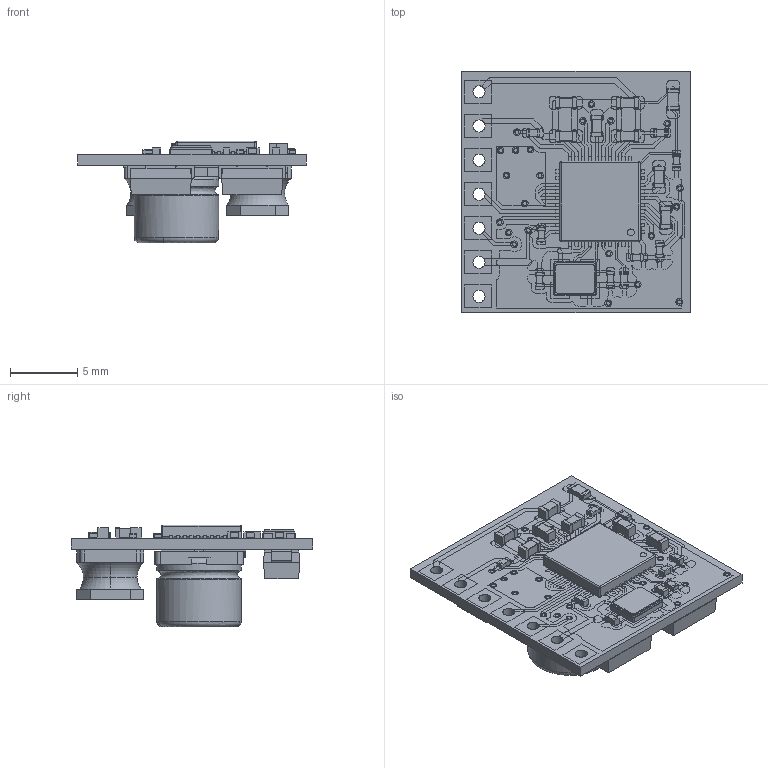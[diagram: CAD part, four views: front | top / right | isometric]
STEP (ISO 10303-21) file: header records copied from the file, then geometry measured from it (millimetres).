
FILE_DESCRIPTION(('FreeCAD Model'),'2;1');
FILE_NAME('Open CASCADE Shape Model','2023-09-12T21:21:10',(''),(''), 'Open CASCADE STEP processor 7.6','FreeCAD','Unknown');
FILE_SCHEMA(('AUTOMOTIVE_DESIGN { 1 0 10303 214 1 1 1 1 }'));
Length unit declared in the file: millimetre
Products named in the file (39): NanoBCU; Local_CS_8f96; Board_Geoms_8f96; Pcb_8f96; PCB_Sketch_8f96; topPads_8f96_cut; topTracks_8f96; topZones_8f96; botPads_8f96; botTracks_8f96; botZones_8f96; Step_Models_8f96; Top_8f96; C101_C_0603_1608Metric_5FFA3646; R6_R_0402_1005Metric_6423BDE2; R5_R_0402_1005Metric_5F7CC408; C111_C_0603_1608Metric_5FFA3657; C3_C_0402_1005Metric_5FFB0728; C2_C_0603_1608Metric_5F7CC168; R4_R_0603_1608Metric_5FFA04AE; C6_C_0402_1005Metric_5F7F7249; C5_C_0402_1005Metric_5F7CC1F8; C41_C_0603_1608Metric_5FACF283; R3_R_0402_1005Metric_5F7CC3D8; R2_R_0402_1005Metric_64272D06; C9_C_0402_1005Metric_5FFA6139; C8_C_0402_1005Metric_5FFA6163; C10_C_0603_1608Metric_5F7CC1C8; C11_C_0603_1608Metric_5F7E1A3A; X1_Crystal_SMD_3225-4Pin_3.2x2.5mm_5F7CC372; U1_QFN-40-1EP_6x6mm_Pitch0.5mm_5F7D92D4; C1_C_0603_1608Metric_5FFB093B; Bot_8f96; L1_9999-5040-10uH_5FAB9F93; L2_9999-5040-10uH_5F7CB1DF; R1_R_2512_6332Metric_607A325D; D2_D_SMA_5F798DFE; D1_D_SMA_6423C965; C4_CP_Elec_63x58_5DADC971
Assembly tree (38 placements, depth 4):
  NanoBCU
    Local_CS_8f96
    Board_Geoms_8f96
      Pcb_8f96
      PCB_Sketch_8f96
      topPads_8f96_cut
      topTracks_8f96
      topZones_8f96
      botPads_8f96
      botTracks_8f96
      botZones_8f96
    Step_Models_8f96
      Top_8f96
        C101_C_0603_1608Metric_5FFA3646
        R6_R_0402_1005Metric_6423BDE2
        R5_R_0402_1005Metric_5F7CC408
        C111_C_0603_1608Metric_5FFA3657
        C3_C_0402_1005Metric_5FFB0728
        C2_C_0603_1608Metric_5F7CC168
        R4_R_0603_1608Metric_5FFA04AE
        C6_C_0402_1005Metric_5F7F7249
        C5_C_0402_1005Metric_5F7CC1F8
        C41_C_0603_1608Metric_5FACF283
        R3_R_0402_1005Metric_5F7CC3D8
        R2_R_0402_1005Metric_64272D06
        C9_C_0402_1005Metric_5FFA6139
        C8_C_0402_1005Metric_5FFA6163
        C10_C_0603_1608Metric_5F7CC1C8
        C11_C_0603_1608Metric_5F7E1A3A
        X1_Crystal_SMD_3225-4Pin_3.2x2.5mm_5F7CC372
        U1_QFN-40-1EP_6x6mm_Pitch0.5mm_5F7D92D4
        C1_C_0603_1608Metric_5FFB093B
      Bot_8f96
        L1_9999-5040-10uH_5FAB9F93
        L2_9999-5040-10uH_5F7CB1DF
        R1_R_2512_6332Metric_607A325D
        D2_D_SMA_5F798DFE
        D1_D_SMA_6423C965
        C4_CP_Elec_63x58_5DADC971
Bounding box: 17 x 18 x 7.6 mm (x, y, z)
Volume: 672.8 mm3; surface area: 1846.9 mm2
Topology: 26 solids, 218 shells, 1326 faces, 6870 edges, 5826 vertices
Faces by surface type: plane 953, cylinder 290, bspline 62, torus 12, sphere 8, revolution 1
Full cylindrical faces by diameter (mm): 0.5 x1, 0.9 x7, 6.3 x2
Entity records: 80812 total; most frequent: CARTESIAN_POINT 17242, DIRECTION 10782, ORIENTED_EDGE 9876, EDGE_CURVE 6858, VERTEX_POINT 5818, LINE 5285, VECTOR 5285, AXIS2_PLACEMENT_3D 2748
